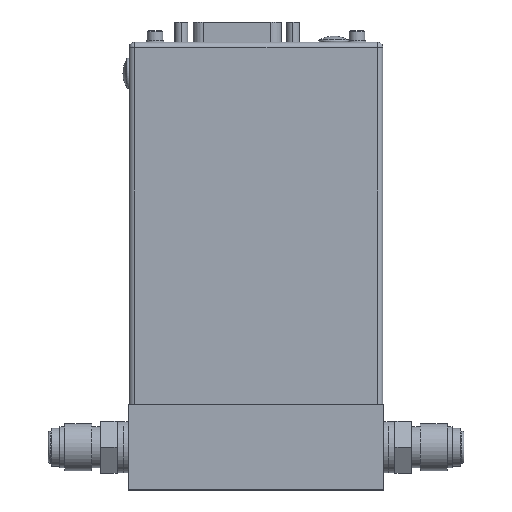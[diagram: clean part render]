
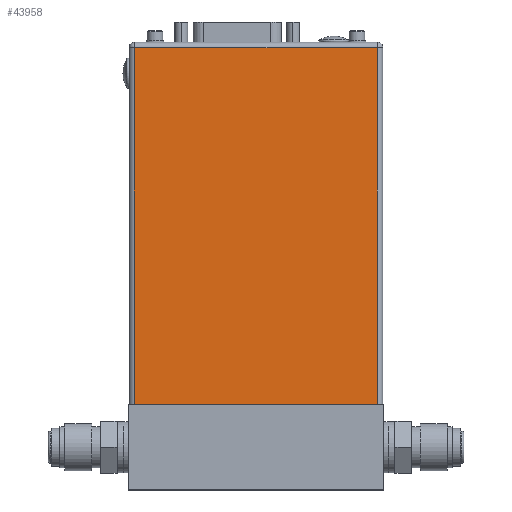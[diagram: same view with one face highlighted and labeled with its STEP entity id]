
A CAD part, top view. The second image highlights one B-rep face of the part: STEP entity #43958.
In plain terms, the highlighted planar face has unit normal (0, 0, 1).
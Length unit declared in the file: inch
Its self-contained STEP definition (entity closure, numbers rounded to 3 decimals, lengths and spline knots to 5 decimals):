
#43126=DIRECTION('',(1.,0.,0.));
#43127=VECTOR('',#43126,2.851);
#43128=CARTESIAN_POINT('',(0.062,0.,1.425));
#43129=LINE('',#43128,#43127);
#43172=DIRECTION('',(0.,1.,0.));
#43173=VECTOR('',#43172,4.188);
#43174=CARTESIAN_POINT('',(2.913,0.,1.425));
#43175=LINE('',#43174,#43173);
#43176=DIRECTION('',(0.,1.,0.));
#43177=VECTOR('',#43176,4.188);
#43178=CARTESIAN_POINT('',(0.062,0.,1.425));
#43179=LINE('',#43178,#43177);
#43287=DIRECTION('',(1.,0.,0.));
#43288=VECTOR('',#43287,2.851);
#43289=CARTESIAN_POINT('',(0.062,4.188,1.425));
#43290=LINE('',#43289,#43288);
#43417=CARTESIAN_POINT('',(0.062,0.,1.425));
#43418=CARTESIAN_POINT('',(0.062,4.188,1.425));
#43419=VERTEX_POINT('',#43417);
#43420=VERTEX_POINT('',#43418);
#43429=CARTESIAN_POINT('',(2.913,4.188,1.425));
#43430=VERTEX_POINT('',#43429);
#43435=CARTESIAN_POINT('',(2.913,0.,1.425));
#43436=VERTEX_POINT('',#43435);
#43945=CARTESIAN_POINT('',(0.,0.,1.425));
#43946=DIRECTION('',(0.,0.,1.));
#43947=DIRECTION('',(1.,0.,0.));
#43948=AXIS2_PLACEMENT_3D('',#43945,#43946,#43947);
#43949=PLANE('',#43948);
#43950=ORIENTED_EDGE('',*,*,#43861,.F.);
#43952=ORIENTED_EDGE('',*,*,#43951,.T.);
#43954=ORIENTED_EDGE('',*,*,#43953,.T.);
#43955=ORIENTED_EDGE('',*,*,#43938,.F.);
#43956=EDGE_LOOP('',(#43950,#43952,#43954,#43955));
#43957=FACE_OUTER_BOUND('',#43956,.F.);
#43958=ADVANCED_FACE('',(#43957),#43949,.T.);
#43861=EDGE_CURVE('',#43419,#43436,#43129,.T.);
#43938=EDGE_CURVE('',#43436,#43430,#43175,.T.);
#43951=EDGE_CURVE('',#43419,#43420,#43179,.T.);
#43953=EDGE_CURVE('',#43420,#43430,#43290,.T.);
